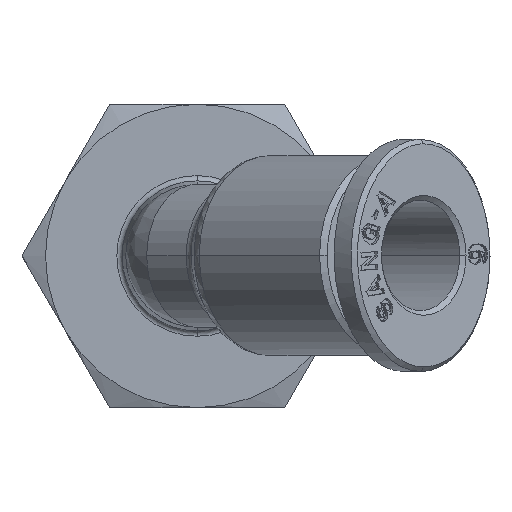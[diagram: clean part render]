
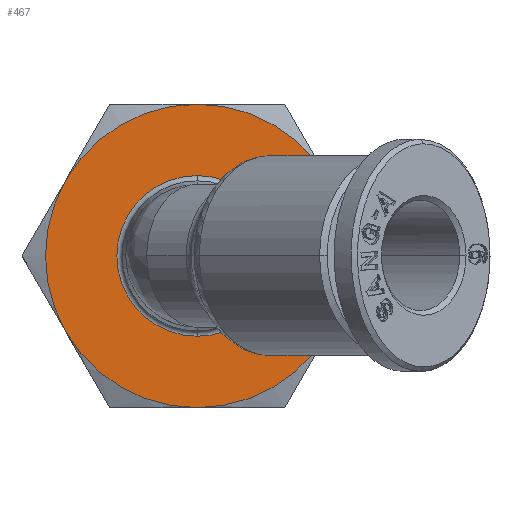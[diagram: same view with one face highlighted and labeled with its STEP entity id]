
A CAD part, top view. The second image highlights one B-rep face of the part: STEP entity #467.
In plain terms, the highlighted planar face has unit normal (0, 0, 1).
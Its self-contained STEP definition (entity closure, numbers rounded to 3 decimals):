
#357 = CIRCLE ( 'NONE', #9842, 8.5 ) ;
#467 = ADVANCED_FACE ( 'NONE', ( #2456, #8521 ), #1491, .F. ) ;
#677 = EDGE_CURVE ( 'NONE', #1875, #7600, #5279, .T. ) ;
#903 = CARTESIAN_POINT ( 'NONE',  ( -8.032, 4.25, -0.879 ) ) ;
#973 = DIRECTION ( 'NONE',  ( -1., 0., 0. ) ) ;
#1107 = DIRECTION ( 'NONE',  ( 0., 0., 1. ) ) ;
#1115 = ORIENTED_EDGE ( 'NONE', *, *, #4162, .F. ) ;
#1154 = DIRECTION ( 'NONE',  ( 0., 0., -1. ) ) ;
#1299 = CARTESIAN_POINT ( 'NONE',  ( -0.67, 0., -0.879 ) ) ;
#1491 = PLANE ( 'NONE',  #4250 ) ;
#1685 = EDGE_CURVE ( 'NONE', #5830, #4890, #1764, .T. ) ;
#1713 = CIRCLE ( 'NONE', #9264, 8.5 ) ;
#1751 = VERTEX_POINT ( 'NONE', #8858 ) ;
#1764 = CIRCLE ( 'NONE', #6357, 8.5 ) ;
#1822 = DIRECTION ( 'NONE',  ( 0., 0., 1. ) ) ;
#1832 = CARTESIAN_POINT ( 'NONE',  ( -0.67, 0., -0.879 ) ) ;
#1875 = VERTEX_POINT ( 'NONE', #2210 ) ;
#1878 = AXIS2_PLACEMENT_3D ( 'NONE', #1299, #10030, #8393 ) ;
#1979 = CARTESIAN_POINT ( 'NONE',  ( -0.67, 0., -0.879 ) ) ;
#2075 = VERTEX_POINT ( 'NONE', #4292 ) ;
#2150 = CARTESIAN_POINT ( 'NONE',  ( -0.67, 0., -0.879 ) ) ;
#2210 = CARTESIAN_POINT ( 'NONE',  ( -0.67, 4.501, -0.879 ) ) ;
#2364 = DIRECTION ( 'NONE',  ( 0., 1., 0. ) ) ;
#2456 = FACE_BOUND ( 'NONE', #8563, .T. ) ;
#2521 = CIRCLE ( 'NONE', #1878, 8.5 ) ;
#2577 = CARTESIAN_POINT ( 'NONE',  ( -0.67, 0., -0.879 ) ) ;
#2609 = DIRECTION ( 'NONE',  ( 0., 0., -1. ) ) ;
#2852 = DIRECTION ( 'NONE',  ( 0., 0., -1. ) ) ;
#2973 = CIRCLE ( 'NONE', #6168, 8.5 ) ;
#3191 = DIRECTION ( 'NONE',  ( 0., 0., -1. ) ) ;
#3364 = EDGE_CURVE ( 'NONE', #2075, #1751, #2521, .T. ) ;
#3388 = DIRECTION ( 'NONE',  ( 0., 1., 0. ) ) ;
#3455 = DIRECTION ( 'NONE',  ( 0., 1., 0. ) ) ;
#3586 = DIRECTION ( 'NONE',  ( 0., 1., 0. ) ) ;
#3745 = ORIENTED_EDGE ( 'NONE', *, *, #677, .F. ) ;
#3800 = CARTESIAN_POINT ( 'NONE',  ( -0.67, -4.501, -0.879 ) ) ;
#4133 = CARTESIAN_POINT ( 'NONE',  ( -8.032, -4.25, -0.879 ) ) ;
#4146 = CIRCLE ( 'NONE', #5753, 4.501 ) ;
#4162 = EDGE_CURVE ( 'NONE', #7600, #1875, #4146, .T. ) ;
#4250 = AXIS2_PLACEMENT_3D ( 'NONE', #2577, #5660, #973 ) ;
#4292 = CARTESIAN_POINT ( 'NONE',  ( 6.691, -4.25, -0.879 ) ) ;
#4756 = ORIENTED_EDGE ( 'NONE', *, *, #1685, .F. ) ;
#4844 = DIRECTION ( 'NONE',  ( 0., 1., 0. ) ) ;
#4890 = VERTEX_POINT ( 'NONE', #903 ) ;
#5092 = VERTEX_POINT ( 'NONE', #6075 ) ;
#5183 = AXIS2_PLACEMENT_3D ( 'NONE', #5841, #2609, #3388 ) ;
#5279 = CIRCLE ( 'NONE', #7221, 4.501 ) ;
#5463 = EDGE_CURVE ( 'NONE', #9802, #2075, #2973, .T. ) ;
#5618 = CIRCLE ( 'NONE', #5183, 8.5 ) ;
#5660 = DIRECTION ( 'NONE',  ( 0., 0., -1. ) ) ;
#5753 = AXIS2_PLACEMENT_3D ( 'NONE', #6551, #1822, #5794 ) ;
#5794 = DIRECTION ( 'NONE',  ( 0., 1., 0. ) ) ;
#5830 = VERTEX_POINT ( 'NONE', #4133 ) ;
#5841 = CARTESIAN_POINT ( 'NONE',  ( -0.67, 0., -0.879 ) ) ;
#6075 = CARTESIAN_POINT ( 'NONE',  ( -0.67, 8.5, -0.879 ) ) ;
#6168 = AXIS2_PLACEMENT_3D ( 'NONE', #2150, #2852, #7727 ) ;
#6228 = CARTESIAN_POINT ( 'NONE',  ( -0.67, 0., -0.879 ) ) ;
#6295 = DIRECTION ( 'NONE',  ( 0., 0., -1. ) ) ;
#6357 = AXIS2_PLACEMENT_3D ( 'NONE', #6398, #3191, #4844 ) ;
#6398 = CARTESIAN_POINT ( 'NONE',  ( -0.67, 0., -0.879 ) ) ;
#6551 = CARTESIAN_POINT ( 'NONE',  ( -0.67, 0., -0.879 ) ) ;
#6694 = ORIENTED_EDGE ( 'NONE', *, *, #5463, .F. ) ;
#6732 = ORIENTED_EDGE ( 'NONE', *, *, #3364, .F. ) ;
#7221 = AXIS2_PLACEMENT_3D ( 'NONE', #1832, #1107, #3455 ) ;
#7229 = ORIENTED_EDGE ( 'NONE', *, *, #9293, .F. ) ;
#7600 = VERTEX_POINT ( 'NONE', #3800 ) ;
#7648 = EDGE_CURVE ( 'NONE', #4890, #5092, #357, .T. ) ;
#7727 = DIRECTION ( 'NONE',  ( 0., 1., 0. ) ) ;
#7847 = EDGE_CURVE ( 'NONE', #1751, #5830, #5618, .T. ) ;
#8287 = ORIENTED_EDGE ( 'NONE', *, *, #7648, .F. ) ;
#8393 = DIRECTION ( 'NONE',  ( 0., 1., 0. ) ) ;
#8521 = FACE_OUTER_BOUND ( 'NONE', #9362, .T. ) ;
#8563 = EDGE_LOOP ( 'NONE', ( #3745, #1115 ) ) ;
#8858 = CARTESIAN_POINT ( 'NONE',  ( -0.67, -8.5, -0.879 ) ) ;
#9264 = AXIS2_PLACEMENT_3D ( 'NONE', #1979, #1154, #3586 ) ;
#9293 = EDGE_CURVE ( 'NONE', #5092, #9802, #1713, .T. ) ;
#9362 = EDGE_LOOP ( 'NONE', ( #4756, #10127, #6732, #6694, #7229, #8287 ) ) ;
#9380 = CARTESIAN_POINT ( 'NONE',  ( 6.691, 4.25, -0.879 ) ) ;
#9802 = VERTEX_POINT ( 'NONE', #9380 ) ;
#9842 = AXIS2_PLACEMENT_3D ( 'NONE', #6228, #6295, #2364 ) ;
#10030 = DIRECTION ( 'NONE',  ( 0., 0., -1. ) ) ;
#10127 = ORIENTED_EDGE ( 'NONE', *, *, #7847, .F. ) ;
